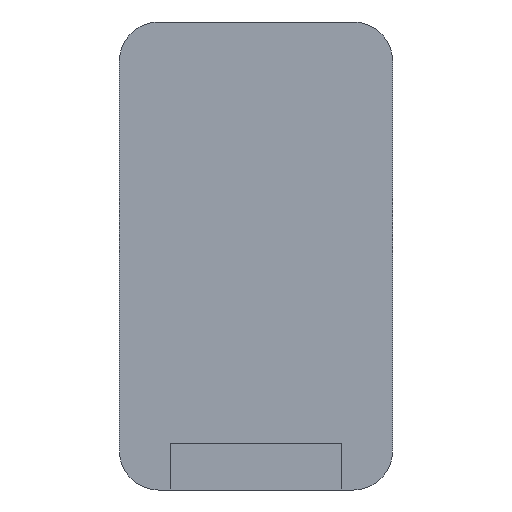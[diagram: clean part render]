
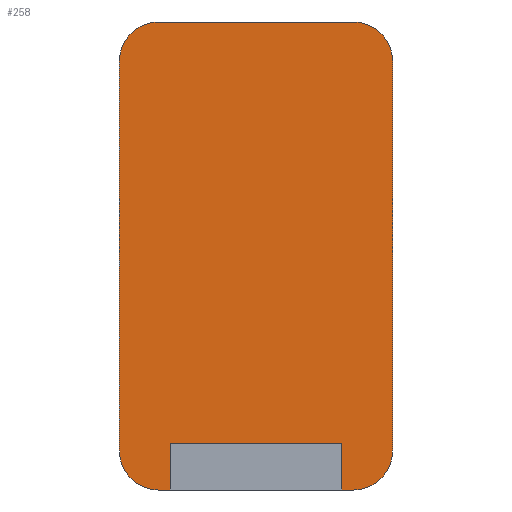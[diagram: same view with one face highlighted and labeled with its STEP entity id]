
A CAD part, front view. The second image highlights one B-rep face of the part: STEP entity #258.
In plain terms, the highlighted planar face has unit normal (0, -1, 0).
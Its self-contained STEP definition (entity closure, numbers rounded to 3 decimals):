
#15=CIRCLE('',#286,2.5);
#17=CIRCLE('',#289,2.5);
#18=CIRCLE('',#290,2.5);
#19=CIRCLE('',#291,2.5);
#32=FACE_OUTER_BOUND('',#46,.T.);
#46=EDGE_LOOP('',(#191,#192,#193,#194,#195,#196,#197,#198,#199,#200,#201,
#202));
#55=LINE('',#381,#83);
#59=LINE('',#389,#87);
#62=LINE('',#395,#90);
#68=LINE('',#412,#96);
#69=LINE('',#416,#97);
#70=LINE('',#420,#98);
#71=LINE('',#423,#99);
#72=LINE('',#424,#100);
#83=VECTOR('',#307,10.);
#87=VECTOR('',#313,10.);
#90=VECTOR('',#318,10.);
#96=VECTOR('',#334,10.);
#97=VECTOR('',#337,10.);
#98=VECTOR('',#340,10.);
#99=VECTOR('',#343,10.);
#100=VECTOR('',#344,10.);
#111=VERTEX_POINT('',#379);
#112=VERTEX_POINT('',#380);
#115=VERTEX_POINT('',#388);
#117=VERTEX_POINT('',#394);
#119=VERTEX_POINT('',#402);
#120=VERTEX_POINT('',#403);
#123=VERTEX_POINT('',#411);
#124=VERTEX_POINT('',#413);
#125=VERTEX_POINT('',#415);
#126=VERTEX_POINT('',#417);
#127=VERTEX_POINT('',#419);
#128=VERTEX_POINT('',#421);
#135=EDGE_CURVE('',#111,#112,#55,.T.);
#139=EDGE_CURVE('',#112,#115,#59,.T.);
#142=EDGE_CURVE('',#115,#117,#62,.T.);
#146=EDGE_CURVE('',#119,#120,#15,.T.);
#150=EDGE_CURVE('',#117,#123,#68,.T.);
#151=EDGE_CURVE('',#124,#123,#17,.T.);
#152=EDGE_CURVE('',#124,#125,#69,.T.);
#153=EDGE_CURVE('',#126,#125,#18,.T.);
#154=EDGE_CURVE('',#127,#126,#70,.T.);
#155=EDGE_CURVE('',#128,#127,#19,.T.);
#156=EDGE_CURVE('',#120,#128,#71,.T.);
#157=EDGE_CURVE('',#119,#111,#72,.T.);
#191=ORIENTED_EDGE('',*,*,#142,.T.);
#192=ORIENTED_EDGE('',*,*,#150,.T.);
#193=ORIENTED_EDGE('',*,*,#151,.F.);
#194=ORIENTED_EDGE('',*,*,#152,.T.);
#195=ORIENTED_EDGE('',*,*,#153,.F.);
#196=ORIENTED_EDGE('',*,*,#154,.F.);
#197=ORIENTED_EDGE('',*,*,#155,.F.);
#198=ORIENTED_EDGE('',*,*,#156,.F.);
#199=ORIENTED_EDGE('',*,*,#146,.F.);
#200=ORIENTED_EDGE('',*,*,#157,.T.);
#201=ORIENTED_EDGE('',*,*,#135,.T.);
#202=ORIENTED_EDGE('',*,*,#139,.T.);
#247=PLANE('',#288);
#258=ADVANCED_FACE('',(#32),#247,.T.);
#286=AXIS2_PLACEMENT_3D('',#404,#326,#327);
#288=AXIS2_PLACEMENT_3D('',#410,#332,#333);
#289=AXIS2_PLACEMENT_3D('',#414,#335,#336);
#290=AXIS2_PLACEMENT_3D('',#418,#338,#339);
#291=AXIS2_PLACEMENT_3D('',#422,#341,#342);
#307=DIRECTION('',(0.,0.,1.));
#313=DIRECTION('',(1.,0.,0.));
#318=DIRECTION('',(0.,0.,-1.));
#326=DIRECTION('center_axis',(0.,1.,0.));
#327=DIRECTION('ref_axis',(-0.707,0.,-0.707));
#332=DIRECTION('center_axis',(0.,-1.,0.));
#333=DIRECTION('ref_axis',(1.,0.,0.));
#334=DIRECTION('',(1.,0.,0.));
#335=DIRECTION('center_axis',(0.,1.,0.));
#336=DIRECTION('ref_axis',(0.707,0.,-0.707));
#337=DIRECTION('',(0.,0.,1.));
#338=DIRECTION('center_axis',(0.,1.,0.));
#339=DIRECTION('ref_axis',(0.707,0.,0.707));
#340=DIRECTION('',(1.,0.,0.));
#341=DIRECTION('center_axis',(0.,1.,0.));
#342=DIRECTION('ref_axis',(-0.707,0.,0.707));
#343=DIRECTION('',(0.,0.,1.));
#344=DIRECTION('',(1.,0.,0.));
#379=CARTESIAN_POINT('',(-5.5,-37.75,0.));
#380=CARTESIAN_POINT('',(-5.5,-37.75,3.));
#381=CARTESIAN_POINT('',(-5.5,-37.75,1.5));
#388=CARTESIAN_POINT('',(5.5,-37.75,3.));
#389=CARTESIAN_POINT('',(-1.625,-37.75,3.));
#394=CARTESIAN_POINT('',(5.5,-37.75,0.));
#395=CARTESIAN_POINT('',(5.5,-37.75,0.));
#402=CARTESIAN_POINT('',(-6.25,-37.75,0.));
#403=CARTESIAN_POINT('',(-8.75,-37.75,2.5));
#404=CARTESIAN_POINT('Origin',(-6.25,-37.75,2.5));
#410=CARTESIAN_POINT('Origin',(-8.75,-37.75,0.));
#411=CARTESIAN_POINT('',(6.25,-37.75,0.));
#412=CARTESIAN_POINT('',(-8.75,-37.75,0.));
#413=CARTESIAN_POINT('',(8.75,-37.75,2.5));
#414=CARTESIAN_POINT('Origin',(6.25,-37.75,2.5));
#415=CARTESIAN_POINT('',(8.75,-37.75,27.5));
#416=CARTESIAN_POINT('',(8.75,-37.75,0.));
#417=CARTESIAN_POINT('',(6.25,-37.75,30.));
#418=CARTESIAN_POINT('Origin',(6.25,-37.75,27.5));
#419=CARTESIAN_POINT('',(-6.25,-37.75,30.));
#420=CARTESIAN_POINT('',(-8.75,-37.75,30.));
#421=CARTESIAN_POINT('',(-8.75,-37.75,27.5));
#422=CARTESIAN_POINT('Origin',(-6.25,-37.75,27.5));
#423=CARTESIAN_POINT('',(-8.75,-37.75,0.));
#424=CARTESIAN_POINT('',(-8.75,-37.75,0.));
